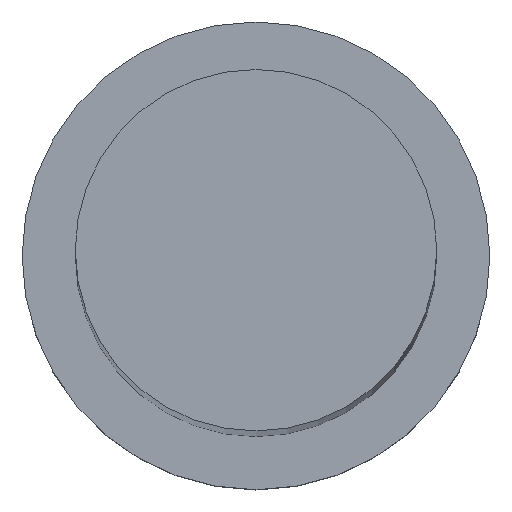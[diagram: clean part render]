
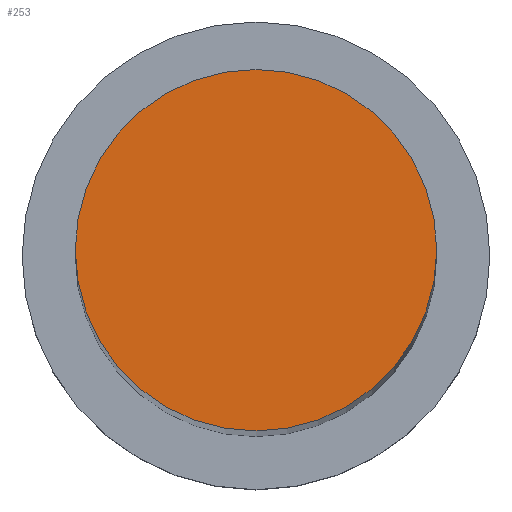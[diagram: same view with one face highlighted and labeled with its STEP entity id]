
A CAD part, top view. The second image highlights one B-rep face of the part: STEP entity #253.
In plain terms, the highlighted planar face has unit normal (0, 0, 1).
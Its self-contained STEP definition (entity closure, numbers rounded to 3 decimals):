
#7 = PLANE ( 'NONE',  #232 ) ;
#11 = DIRECTION ( 'NONE',  ( 0., 0., 1. ) ) ;
#31 = CIRCLE ( 'NONE', #181, 8.5 ) ;
#37 = FACE_OUTER_BOUND ( 'NONE', #126, .T. ) ;
#41 = VERTEX_POINT ( 'NONE', #84 ) ;
#42 = AXIS2_PLACEMENT_3D ( 'NONE', #134, #188, #213 ) ;
#55 = ORIENTED_EDGE ( 'NONE', *, *, #208, .T. ) ;
#69 = CARTESIAN_POINT ( 'NONE',  ( 8.5, 0., 160. ) ) ;
#84 = CARTESIAN_POINT ( 'NONE',  ( -8.5, 0., 160. ) ) ;
#102 = DIRECTION ( 'NONE',  ( 1., 0., 0. ) ) ;
#126 = EDGE_LOOP ( 'NONE', ( #219, #55 ) ) ;
#132 = DIRECTION ( 'NONE',  ( 0., 0., 1. ) ) ;
#134 = CARTESIAN_POINT ( 'NONE',  ( 0., 0., 160. ) ) ;
#159 = CARTESIAN_POINT ( 'NONE',  ( 0., 0., 160. ) ) ;
#180 = EDGE_CURVE ( 'NONE', #41, #197, #246, .T. ) ;
#181 = AXIS2_PLACEMENT_3D ( 'NONE', #226, #11, #102 ) ;
#188 = DIRECTION ( 'NONE',  ( 0., 0., 1. ) ) ;
#197 = VERTEX_POINT ( 'NONE', #69 ) ;
#208 = EDGE_CURVE ( 'NONE', #197, #41, #31, .T. ) ;
#212 = DIRECTION ( 'NONE',  ( 1., 0., 0. ) ) ;
#213 = DIRECTION ( 'NONE',  ( 1., 0., 0. ) ) ;
#219 = ORIENTED_EDGE ( 'NONE', *, *, #180, .T. ) ;
#226 = CARTESIAN_POINT ( 'NONE',  ( 0., 0., 160. ) ) ;
#232 = AXIS2_PLACEMENT_3D ( 'NONE', #159, #132, #212 ) ;
#246 = CIRCLE ( 'NONE', #42, 8.5 ) ;
#253 = ADVANCED_FACE ( 'NONE', ( #37 ), #7, .T. ) ;
